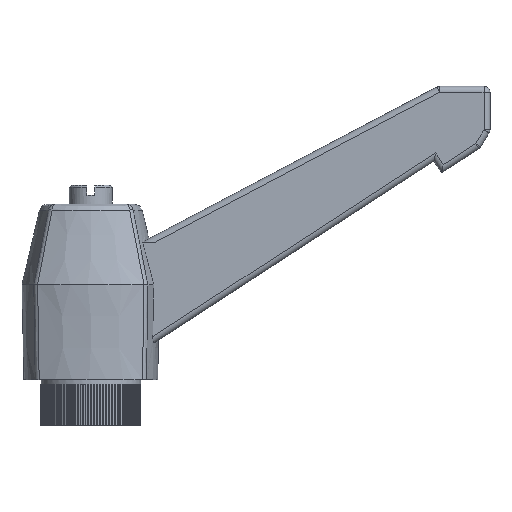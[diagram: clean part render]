
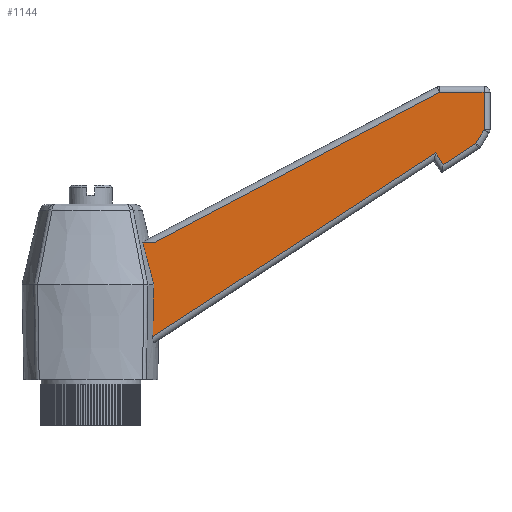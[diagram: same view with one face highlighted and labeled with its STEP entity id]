
A CAD part, front view. The second image highlights one B-rep face of the part: STEP entity #1144.
In plain terms, the highlighted planar face has unit normal (0, -1, 0).
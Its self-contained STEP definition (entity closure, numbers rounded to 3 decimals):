
#1144 = ADVANCED_FACE( '', ( #2499 ), #2500, .T. );
#2499 = FACE_OUTER_BOUND( '', #5037, .T. );
#2500 = PLANE( '', #5038 );
#5037 = EDGE_LOOP( '', ( #9080, #9081, #9082, #9083, #9084, #9085, #9086, #9087, #9088, #9089 ) );
#5038 = AXIS2_PLACEMENT_3D( '', #9090, #9091, #9092 );
#9080 = ORIENTED_EDGE( '', *, *, #12674, .T. );
#9081 = ORIENTED_EDGE( '', *, *, #12393, .T. );
#9082 = ORIENTED_EDGE( '', *, *, #12142, .T. );
#9083 = ORIENTED_EDGE( '', *, *, #12675, .T. );
#9084 = ORIENTED_EDGE( '', *, *, #12676, .T. );
#9085 = ORIENTED_EDGE( '', *, *, #12051, .T. );
#9086 = ORIENTED_EDGE( '', *, *, #12677, .T. );
#9087 = ORIENTED_EDGE( '', *, *, #12024, .T. );
#9088 = ORIENTED_EDGE( '', *, *, #12211, .T. );
#9089 = ORIENTED_EDGE( '', *, *, #12678, .T. );
#9090 = CARTESIAN_POINT( '', ( 0., -9.5, 9. ) );
#9091 = DIRECTION( '', ( 0., -1., 0. ) );
#9092 = DIRECTION( '', ( 0., 0., -1. ) );
#12024 = EDGE_CURVE( '', #14619, #14625, #14627, .T. );
#12051 = EDGE_CURVE( '', #14663, #14661, #14664, .T. );
#12142 = EDGE_CURVE( '', #14791, #14795, #14797, .T. );
#12211 = EDGE_CURVE( '', #14625, #14893, #14895, .T. );
#12393 = EDGE_CURVE( '', #15142, #14791, #15144, .T. );
#12674 = EDGE_CURVE( '', #15513, #15142, #15514, .T. );
#12675 = EDGE_CURVE( '', #14795, #14384, #15515, .T. );
#12676 = EDGE_CURVE( '', #14384, #14663, #15516, .T. );
#12677 = EDGE_CURVE( '', #14661, #14619, #15517, .T. );
#12678 = EDGE_CURVE( '', #14893, #15513, #15518, .T. );
#14384 = VERTEX_POINT( '', #17733 );
#14619 = VERTEX_POINT( '', #18055 );
#14625 = VERTEX_POINT( '', #18065 );
#14627 = LINE( '', #18067, #18068 );
#14661 = VERTEX_POINT( '', #18111 );
#14663 = VERTEX_POINT( '', #18113 );
#14664 = LINE( '', #18114, #18115 );
#14791 = VERTEX_POINT( '', #18389 );
#14795 = VERTEX_POINT( '', #18394 );
#14797 = LINE( '', #18396, #18397 );
#14893 = VERTEX_POINT( '', #18532 );
#14895 = LINE( '', #18537, #18538 );
#15142 = VERTEX_POINT( '', #18997 );
#15144 = LINE( '', #19012, #19013 );
#15513 = VERTEX_POINT( '', #19566 );
#15514 = B_SPLINE_CURVE_WITH_KNOTS( '', 3, ( #19567, #19568, #19569, #19570, #19571, #19572, #19573 ), .UNSPECIFIED., .F., .F., ( 4, 3, 4 ), ( 0., 0.007, 0.013 ), .UNSPECIFIED. );
#15515 = LINE( '', #19574, #19575 );
#15516 = LINE( '', #19576, #19577 );
#15517 = LINE( '', #19578, #19579 );
#15518 = B_SPLINE_CURVE_WITH_KNOTS( '', 3, ( #19580, #19581, #19582, #19583 ), .UNSPECIFIED., .F., .F., ( 4, 4 ), ( 0.01, 0.021 ), .UNSPECIFIED. );
#17733 = CARTESIAN_POINT( '', ( 96.395, -9.5, 59.149 ) );
#18055 = CARTESIAN_POINT( '', ( 87.371, -9.5, 72. ) );
#18065 = CARTESIAN_POINT( '', ( 16.217, -9.5, 34.5 ) );
#18067 = CARTESIAN_POINT( '', ( 13.699, -9.5, 33.173 ) );
#18068 = VECTOR( '', #21832, 1000. );
#18111 = CARTESIAN_POINT( '', ( 98.5, -9.5, 72. ) );
#18113 = CARTESIAN_POINT( '', ( 98.5, -9.5, 62.619 ) );
#18114 = CARTESIAN_POINT( '', ( 98.5, -9.5, 73.5 ) );
#18115 = VECTOR( '', #21869, 1000. );
#18389 = CARTESIAN_POINT( '', ( 86.389, -9.5, 56.825 ) );
#18394 = CARTESIAN_POINT( '', ( 88.296, -9.5, 53.889 ) );
#18396 = CARTESIAN_POINT( '', ( 89.113, -9.5, 52.631 ) );
#18397 = VECTOR( '', #21970, 1000. );
#18532 = CARTESIAN_POINT( '', ( 12.945, -9.5, 34.5 ) );
#18537 = CARTESIAN_POINT( '', ( 13., -9.5, 34.5 ) );
#18538 = VECTOR( '', #22034, 1000. );
#18997 = CARTESIAN_POINT( '', ( 15.495, -9.5, 10.785 ) );
#19012 = CARTESIAN_POINT( '', ( 85.131, -9.5, 56.008 ) );
#19013 = VECTOR( '', #22233, 1000. );
#19566 = CARTESIAN_POINT( '', ( 15.775, -9.5, 23.8 ) );
#19567 = CARTESIAN_POINT( '', ( 15.775, -9.5, 23.8 ) );
#19568 = CARTESIAN_POINT( '', ( 15.722, -9.5, 21.333 ) );
#19569 = CARTESIAN_POINT( '', ( 15.669, -9.5, 18.867 ) );
#19570 = CARTESIAN_POINT( '', ( 15.616, -9.5, 16.4 ) );
#19571 = CARTESIAN_POINT( '', ( 15.575, -9.5, 14.528 ) );
#19572 = CARTESIAN_POINT( '', ( 15.535, -9.5, 12.657 ) );
#19573 = CARTESIAN_POINT( '', ( 15.495, -9.5, 10.785 ) );
#19574 = CARTESIAN_POINT( '', ( 96.682, -9.5, 59.336 ) );
#19575 = VECTOR( '', #22507, 1000. );
#19576 = CARTESIAN_POINT( '', ( 98.718, -9.5, 62.978 ) );
#19577 = VECTOR( '', #22508, 1000. );
#19578 = CARTESIAN_POINT( '', ( 87., -9.5, 72. ) );
#19579 = VECTOR( '', #22509, 1000. );
#19580 = CARTESIAN_POINT( '', ( 12.945, -9.5, 34.5 ) );
#19581 = CARTESIAN_POINT( '', ( 13.909, -9.5, 30.939 ) );
#19582 = CARTESIAN_POINT( '', ( 14.849, -9.5, 27.371 ) );
#19583 = CARTESIAN_POINT( '', ( 15.775, -9.5, 23.8 ) );
#21832 = DIRECTION( '', ( -0.885, 0., -0.466 ) );
#21869 = DIRECTION( '', ( 0., 0., 1. ) );
#21970 = DIRECTION( '', ( 0.545, 0., -0.839 ) );
#22034 = DIRECTION( '', ( -1., 0., 0. ) );
#22233 = DIRECTION( '', ( 0.839, 0., 0.545 ) );
#22507 = DIRECTION( '', ( 0.839, 0., 0.545 ) );
#22508 = DIRECTION( '', ( 0.519, 0., 0.855 ) );
#22509 = DIRECTION( '', ( -1., 0., 0. ) );
